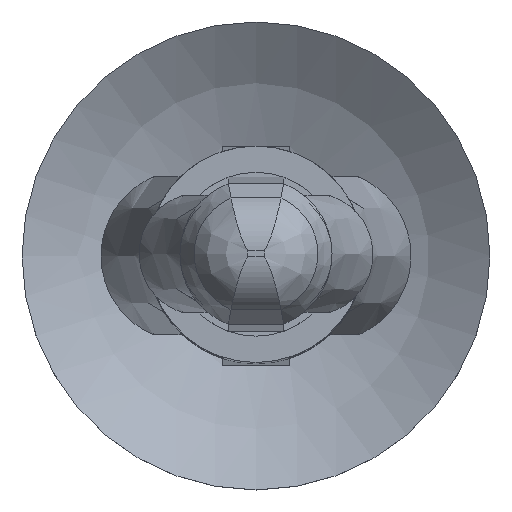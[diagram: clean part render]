
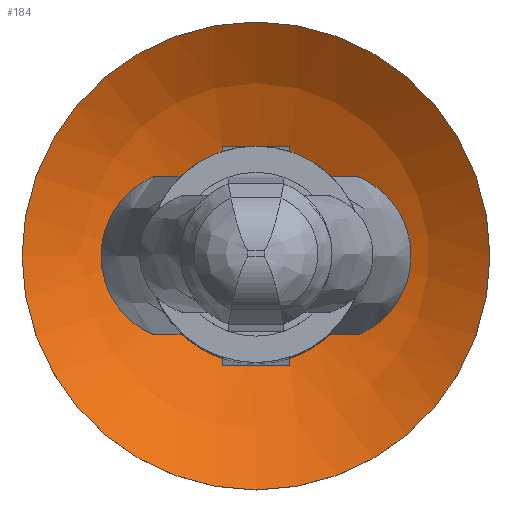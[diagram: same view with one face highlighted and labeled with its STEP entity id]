
A CAD part, top view. The second image highlights one B-rep face of the part: STEP entity #184.
In plain terms, the highlighted spherical face has radius 6.414 mm.
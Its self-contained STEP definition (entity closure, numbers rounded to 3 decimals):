
#184 = ADVANCED_FACE( '', ( #401, #402 ), #403, .F. );
#401 = FACE_OUTER_BOUND( '', #782, .T. );
#402 = FACE_OUTER_BOUND( '', #783, .T. );
#403 = SPHERICAL_SURFACE( '', #784, 6.414 );
#782 = EDGE_LOOP( '', ( #1282, #1283, #1284, #1285 ) );
#783 = EDGE_LOOP( '', ( #1286 ) );
#784 = AXIS2_PLACEMENT_3D( '', #1287, #1288, #1289 );
#1282 = ORIENTED_EDGE( '', *, *, #1566, .T. );
#1283 = ORIENTED_EDGE( '', *, *, #1645, .T. );
#1284 = ORIENTED_EDGE( '', *, *, #1701, .T. );
#1285 = ORIENTED_EDGE( '', *, *, #1692, .T. );
#1286 = ORIENTED_EDGE( '', *, *, #1702, .F. );
#1287 = CARTESIAN_POINT( '', ( 0., 0., -12.236 ) );
#1288 = DIRECTION( '', ( 0., 0., -1. ) );
#1289 = DIRECTION( '', ( -1., 0., 0. ) );
#1566 = EDGE_CURVE( '', #1826, #1824, #1827, .F. );
#1645 = EDGE_CURVE( '', #1824, #1943, #1944, .F. );
#1692 = EDGE_CURVE( '', #2009, #1826, #2010, .F. );
#1701 = EDGE_CURVE( '', #1943, #2009, #2019, .F. );
#1702 = EDGE_CURVE( '', #2020, #2020, #2021, .T. );
#1824 = VERTEX_POINT( '', #2166 );
#1826 = VERTEX_POINT( '', #2169 );
#1827 = CIRCLE( '', #2170, 6.388 );
#1943 = VERTEX_POINT( '', #2422 );
#1944 = CIRCLE( '', #2423, 6.134 );
#2009 = VERTEX_POINT( '', #2525 );
#2010 = CIRCLE( '', #2526, 6.134 );
#2019 = CIRCLE( '', #2540, 6.388 );
#2020 = VERTEX_POINT( '', #2541 );
#2021 = CIRCLE( '', #2542, 4. );
#2166 = CARTESIAN_POINT( '', ( 0.575, -1.875, -18.343 ) );
#2169 = CARTESIAN_POINT( '', ( 0.575, 1.875, -18.343 ) );
#2170 = AXIS2_PLACEMENT_3D( '', #2726, #2727, #2728 );
#2422 = CARTESIAN_POINT( '', ( -0.575, -1.875, -18.343 ) );
#2423 = AXIS2_PLACEMENT_3D( '', #2799, #2800, #2801 );
#2525 = CARTESIAN_POINT( '', ( -0.575, 1.875, -18.343 ) );
#2526 = AXIS2_PLACEMENT_3D( '', #2838, #2839, #2840 );
#2540 = AXIS2_PLACEMENT_3D( '', #2846, #2847, #2848 );
#2541 = CARTESIAN_POINT( '', ( -4., 0., -17.25 ) );
#2542 = AXIS2_PLACEMENT_3D( '', #2849, #2850, #2851 );
#2726 = CARTESIAN_POINT( '', ( 0.575, 0., -12.236 ) );
#2727 = DIRECTION( '', ( 1., 0., 0. ) );
#2728 = DIRECTION( '', ( 0., 1., 0. ) );
#2799 = CARTESIAN_POINT( '', ( 0., -1.875, -12.236 ) );
#2800 = DIRECTION( '', ( 0., -1., 0. ) );
#2801 = DIRECTION( '', ( 1., 0., 0. ) );
#2838 = CARTESIAN_POINT( '', ( 0., 1.875, -12.236 ) );
#2839 = DIRECTION( '', ( 0., 1., 0. ) );
#2840 = DIRECTION( '', ( -1., 0., 0. ) );
#2846 = CARTESIAN_POINT( '', ( -0.575, 0., -12.236 ) );
#2847 = DIRECTION( '', ( -1., 0., 0. ) );
#2848 = DIRECTION( '', ( 0., -1., 0. ) );
#2849 = CARTESIAN_POINT( '', ( 0., 0., -17.25 ) );
#2850 = DIRECTION( '', ( 0., 0., -1. ) );
#2851 = DIRECTION( '', ( -1., 0., 0. ) );
